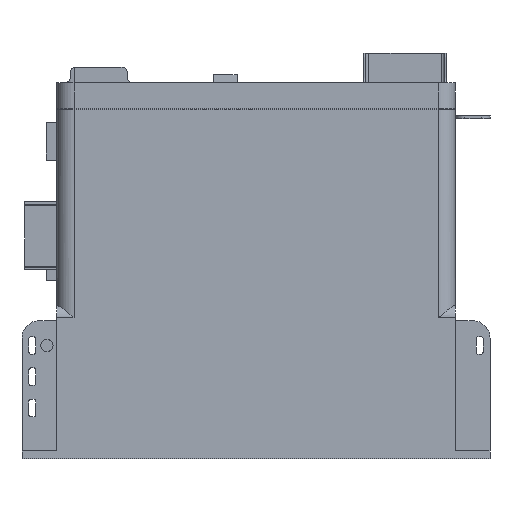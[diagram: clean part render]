
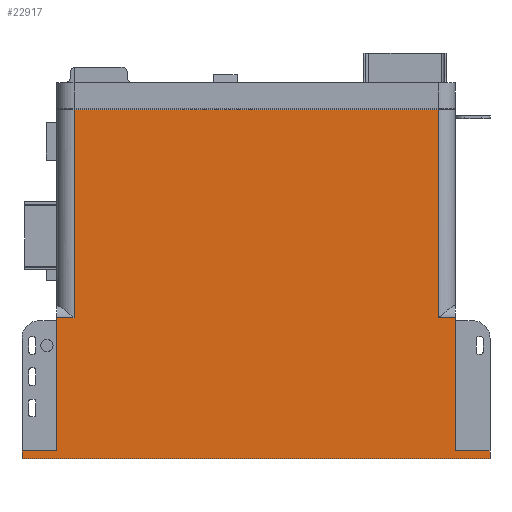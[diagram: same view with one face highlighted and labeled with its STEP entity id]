
A CAD part, left-side view. The second image highlights one B-rep face of the part: STEP entity #22917.
In plain terms, the highlighted planar face has unit normal (-1, 0, 0).
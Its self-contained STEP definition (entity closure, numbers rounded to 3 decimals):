
#22917=ADVANCED_FACE('',(#49168),#49169,.T.);
#26263=EDGE_CURVE('',#54440,#54437,#54441,.T.);
#28491=EDGE_CURVE('',#54437,#57418,#57421,.T.);
#28515=EDGE_CURVE('',#57451,#57452,#57453,.T.);
#28559=EDGE_CURVE('',#57451,#57513,#57517,.T.);
#28583=EDGE_CURVE('',#57513,#57546,#57549,.T.);
#28585=EDGE_CURVE('',#57551,#57546,#57552,.T.);
#28587=EDGE_CURVE('',#57551,#57554,#57555,.T.);
#28589=EDGE_CURVE('',#57554,#57557,#57558,.T.);
#28591=EDGE_CURVE('',#57560,#57557,#57561,.T.);
#28593=EDGE_CURVE('',#57563,#57560,#57564,.T.);
#28595=EDGE_CURVE('',#54440,#57563,#57566,.T.);
#28597=EDGE_CURVE('',#57452,#57418,#57568,.T.);
#49168=FACE_OUTER_BOUND('',#91060,.T.);
#49169=PLANE('',#91061);
#54437=VERTEX_POINT('',#97215);
#54440=VERTEX_POINT('',#97220);
#54441=LINE('',#97221,#97222);
#57418=VERTEX_POINT('',#102027);
#57421=LINE('',#102032,#102033);
#57451=VERTEX_POINT('',#102084);
#57452=VERTEX_POINT('',#102085);
#57453=LINE('',#102086,#102087);
#57513=VERTEX_POINT('',#102186);
#57517=LINE('',#102201,#102202);
#57546=VERTEX_POINT('',#102248);
#57549=LINE('',#102252,#102253);
#57551=VERTEX_POINT('',#102256);
#57552=LINE('',#102257,#102258);
#57554=VERTEX_POINT('',#102261);
#57555=LINE('',#102262,#102263);
#57557=VERTEX_POINT('',#102266);
#57558=LINE('',#102267,#102268);
#57560=VERTEX_POINT('',#102271);
#57561=LINE('',#102272,#102273);
#57563=VERTEX_POINT('',#102276);
#57564=LINE('',#102277,#102278);
#57566=LINE('',#102281,#102282);
#57568=LINE('',#102285,#102286);
#91060=EDGE_LOOP('',(#131610,#131611,#131612,#131613,#131614,#131615,#131616,#131617,#131618,#131619,#131620,#131621));
#91061=AXIS2_PLACEMENT_3D('',#131622,#131623,#131624);
#97215=CARTESIAN_POINT('',(-55.0,-135.0,0.0));
#97220=CARTESIAN_POINT('',(-55.0,135.0,0.0));
#97221=CARTESIAN_POINT('',(-55.0,135.0,0.0));
#97222=VECTOR('',#141958,270.0);
#102027=CARTESIAN_POINT('',(-55.0,-135.0,4.5));
#102032=CARTESIAN_POINT('',(-55.0,-135.0,0.0));
#102033=VECTOR('',#143866,4.5);
#102084=CARTESIAN_POINT('',(-55.0,-115.0,81.3));
#102085=CARTESIAN_POINT('',(-55.0,-115.0,4.5));
#102086=CARTESIAN_POINT('',(-55.0,-115.0,81.3));
#102087=VECTOR('',#143882,76.8);
#102186=CARTESIAN_POINT('',(-55.0,-105.0,81.3));
#102201=CARTESIAN_POINT('',(-55.0,-115.0,81.3));
#102202=VECTOR('',#143907,10.0);
#102248=CARTESIAN_POINT('',(-55.0,-105.0,201.5));
#102252=CARTESIAN_POINT('',(-55.0,-105.0,81.3));
#102253=VECTOR('',#143929,120.2);
#102256=CARTESIAN_POINT('',(-55.0,105.0,201.5));
#102257=CARTESIAN_POINT('',(-55.0,105.0,201.5));
#102258=VECTOR('',#143930,210.0);
#102261=CARTESIAN_POINT('',(-55.0,105.0,81.3));
#102262=CARTESIAN_POINT('',(-55.0,105.0,201.5));
#102263=VECTOR('',#143931,120.2);
#102266=CARTESIAN_POINT('',(-55.0,115.0,81.3));
#102267=CARTESIAN_POINT('',(-55.0,105.0,81.3));
#102268=VECTOR('',#143932,10.0);
#102271=CARTESIAN_POINT('',(-55.0,115.0,4.5));
#102272=CARTESIAN_POINT('',(-55.0,115.0,4.5));
#102273=VECTOR('',#143933,76.8);
#102276=CARTESIAN_POINT('',(-55.0,135.0,4.5));
#102277=CARTESIAN_POINT('',(-55.0,135.0,4.5));
#102278=VECTOR('',#143934,20.0);
#102281=CARTESIAN_POINT('',(-55.0,135.0,0.0));
#102282=VECTOR('',#143935,4.5);
#102285=CARTESIAN_POINT('',(-55.0,-115.0,4.5));
#102286=VECTOR('',#143936,20.0);
#131610=ORIENTED_EDGE('',*,*,#28583,.T.);
#131611=ORIENTED_EDGE('',*,*,#28585,.F.);
#131612=ORIENTED_EDGE('',*,*,#28587,.T.);
#131613=ORIENTED_EDGE('',*,*,#28589,.T.);
#131614=ORIENTED_EDGE('',*,*,#28591,.F.);
#131615=ORIENTED_EDGE('',*,*,#28593,.F.);
#131616=ORIENTED_EDGE('',*,*,#28595,.F.);
#131617=ORIENTED_EDGE('',*,*,#26263,.T.);
#131618=ORIENTED_EDGE('',*,*,#28491,.T.);
#131619=ORIENTED_EDGE('',*,*,#28597,.F.);
#131620=ORIENTED_EDGE('',*,*,#28515,.F.);
#131621=ORIENTED_EDGE('',*,*,#28559,.T.);
#131622=CARTESIAN_POINT('',(-55.0,135.0,0.0));
#131623=DIRECTION('',(-1.0,0.0,0.0));
#131624=DIRECTION('',(0.0,0.0,1.0));
#141958=DIRECTION('',(0.0,-1.0,0.0));
#143866=DIRECTION('',(0.0,0.0,1.0));
#143882=DIRECTION('',(0.0,0.0,-1.0));
#143907=DIRECTION('',(0.0,1.0,0.0));
#143929=DIRECTION('',(0.0,0.0,1.0));
#143930=DIRECTION('',(0.0,-1.0,0.0));
#143931=DIRECTION('',(0.0,0.0,-1.0));
#143932=DIRECTION('',(0.0,1.0,0.0));
#143933=DIRECTION('',(0.0,0.0,1.0));
#143934=DIRECTION('',(0.0,-1.0,0.0));
#143935=DIRECTION('',(0.0,0.0,1.0));
#143936=DIRECTION('',(0.0,-1.0,0.0));
